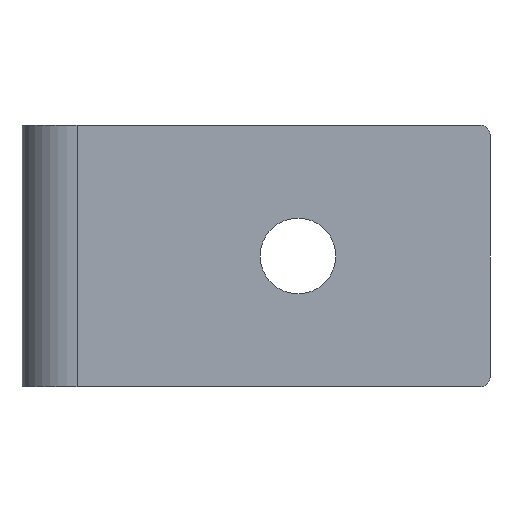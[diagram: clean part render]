
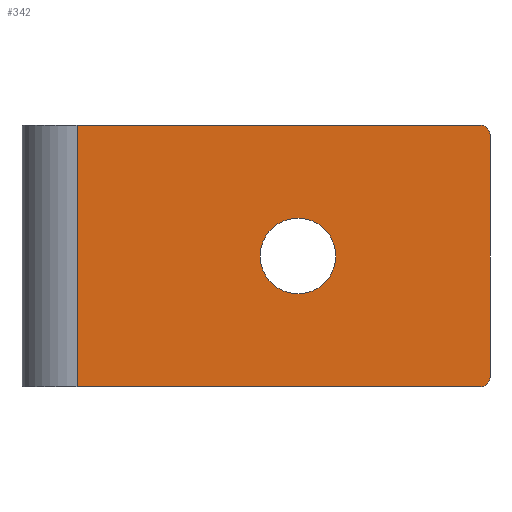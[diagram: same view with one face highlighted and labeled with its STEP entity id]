
A CAD part, front view. The second image highlights one B-rep face of the part: STEP entity #342.
In plain terms, the highlighted planar face has unit normal (0, -1, 0).
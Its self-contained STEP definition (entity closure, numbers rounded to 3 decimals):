
#24 = VERTEX_POINT ( 'NONE', #245 ) ;
#40 = CIRCLE ( 'NONE', #766, 2.75 ) ;
#45 = CIRCLE ( 'NONE', #951, 2.75 ) ;
#58 = DIRECTION ( 'NONE',  ( 1., 0., 0. ) ) ;
#64 = DIRECTION ( 'NONE',  ( 1., 0., 0. ) ) ;
#69 = PLANE ( 'NONE',  #849 ) ;
#117 = ORIENTED_EDGE ( 'NONE', *, *, #560, .T. ) ;
#122 = LINE ( 'NONE', #900, #255 ) ;
#123 = CARTESIAN_POINT ( 'NONE',  ( -1.7, -1., 0. ) ) ;
#127 = DIRECTION ( 'NONE',  ( 0., -1., 0. ) ) ;
#132 = CARTESIAN_POINT ( 'NONE',  ( 1.05, -1., 0. ) ) ;
#133 = CARTESIAN_POINT ( 'NONE',  ( 15., -1., -8.8 ) ) ;
#156 = FACE_OUTER_BOUND ( 'NONE', #783, .T. ) ;
#162 = ORIENTED_EDGE ( 'NONE', *, *, #543, .F. ) ;
#167 = ORIENTED_EDGE ( 'NONE', *, *, #256, .T. ) ;
#187 = EDGE_CURVE ( 'NONE', #24, #276, #628, .T. ) ;
#203 = EDGE_LOOP ( 'NONE', ( #329, #625 ) ) ;
#216 = DIRECTION ( 'NONE',  ( 0., -1., 0. ) ) ;
#230 = DIRECTION ( 'NONE',  ( 1., 0., 0. ) ) ;
#236 = CIRCLE ( 'NONE', #411, 0.7 ) ;
#245 = CARTESIAN_POINT ( 'NONE',  ( 15., -1., 8.8 ) ) ;
#253 = VERTEX_POINT ( 'NONE', #123 ) ;
#255 = VECTOR ( 'NONE', #341, 1000. ) ;
#256 = EDGE_CURVE ( 'NONE', #720, #400, #651, .T. ) ;
#276 = VERTEX_POINT ( 'NONE', #133 ) ;
#278 = CARTESIAN_POINT ( 'NONE',  ( -15., -1., 9.5 ) ) ;
#295 = ORIENTED_EDGE ( 'NONE', *, *, #879, .T. ) ;
#303 = CARTESIAN_POINT ( 'NONE',  ( 15., -1., -9.5 ) ) ;
#329 = ORIENTED_EDGE ( 'NONE', *, *, #959, .F. ) ;
#341 = DIRECTION ( 'NONE',  ( -1., 0., 0. ) ) ;
#342 = ADVANCED_FACE ( 'NONE', ( #684, #156 ), #69, .T. ) ;
#365 = CARTESIAN_POINT ( 'NONE',  ( 15., -1., 9.5 ) ) ;
#377 = ORIENTED_EDGE ( 'NONE', *, *, #903, .T. ) ;
#386 = LINE ( 'NONE', #303, #443 ) ;
#391 = DIRECTION ( 'NONE',  ( -1., 0., 0. ) ) ;
#400 = VERTEX_POINT ( 'NONE', #432 ) ;
#411 = AXIS2_PLACEMENT_3D ( 'NONE', #688, #841, #230 ) ;
#425 = DIRECTION ( 'NONE',  ( 0., -1., 0. ) ) ;
#432 = CARTESIAN_POINT ( 'NONE',  ( -15., -1., -9.5 ) ) ;
#443 = VECTOR ( 'NONE', #391, 1000. ) ;
#453 = VECTOR ( 'NONE', #862, 1000. ) ;
#472 = CARTESIAN_POINT ( 'NONE',  ( 15., -1., 9.5 ) ) ;
#543 = EDGE_CURVE ( 'NONE', #866, #400, #386, .T. ) ;
#545 = CARTESIAN_POINT ( 'NONE',  ( 3.8, -1., 0. ) ) ;
#560 = EDGE_CURVE ( 'NONE', #866, #276, #236, .T. ) ;
#568 = ORIENTED_EDGE ( 'NONE', *, *, #187, .F. ) ;
#582 = DIRECTION ( 'NONE',  ( 1., 0., 0. ) ) ;
#583 = DIRECTION ( 'NONE',  ( 0., 0., -1. ) ) ;
#600 = DIRECTION ( 'NONE',  ( 1., 0., 0. ) ) ;
#625 = ORIENTED_EDGE ( 'NONE', *, *, #861, .F. ) ;
#628 = LINE ( 'NONE', #472, #453 ) ;
#651 = LINE ( 'NONE', #278, #917 ) ;
#667 = CARTESIAN_POINT ( 'NONE',  ( 1.05, -1., 0. ) ) ;
#675 = VERTEX_POINT ( 'NONE', #545 ) ;
#684 = FACE_BOUND ( 'NONE', #203, .T. ) ;
#687 = AXIS2_PLACEMENT_3D ( 'NONE', #741, #127, #600 ) ;
#688 = CARTESIAN_POINT ( 'NONE',  ( 14.3, -1., -8.8 ) ) ;
#720 = VERTEX_POINT ( 'NONE', #881 ) ;
#741 = CARTESIAN_POINT ( 'NONE',  ( 14.3, -1., 8.8 ) ) ;
#747 = CARTESIAN_POINT ( 'NONE',  ( 14.3, -1., -9.5 ) ) ;
#757 = CARTESIAN_POINT ( 'NONE',  ( 14.3, -1., 9.5 ) ) ;
#766 = AXIS2_PLACEMENT_3D ( 'NONE', #667, #816, #582 ) ;
#783 = EDGE_LOOP ( 'NONE', ( #568, #295, #377, #167, #162, #117 ) ) ;
#815 = CIRCLE ( 'NONE', #687, 0.7 ) ;
#816 = DIRECTION ( 'NONE',  ( 0., -1., 0. ) ) ;
#841 = DIRECTION ( 'NONE',  ( 0., -1., 0. ) ) ;
#849 = AXIS2_PLACEMENT_3D ( 'NONE', #365, #216, #64 ) ;
#861 = EDGE_CURVE ( 'NONE', #253, #675, #40, .T. ) ;
#862 = DIRECTION ( 'NONE',  ( 0., 0., -1. ) ) ;
#866 = VERTEX_POINT ( 'NONE', #747 ) ;
#879 = EDGE_CURVE ( 'NONE', #24, #982, #815, .T. ) ;
#881 = CARTESIAN_POINT ( 'NONE',  ( -15., -1., 9.5 ) ) ;
#900 = CARTESIAN_POINT ( 'NONE',  ( 15., -1., 9.5 ) ) ;
#903 = EDGE_CURVE ( 'NONE', #982, #720, #122, .T. ) ;
#917 = VECTOR ( 'NONE', #583, 1000. ) ;
#951 = AXIS2_PLACEMENT_3D ( 'NONE', #132, #425, #58 ) ;
#959 = EDGE_CURVE ( 'NONE', #675, #253, #45, .T. ) ;
#982 = VERTEX_POINT ( 'NONE', #757 ) ;
